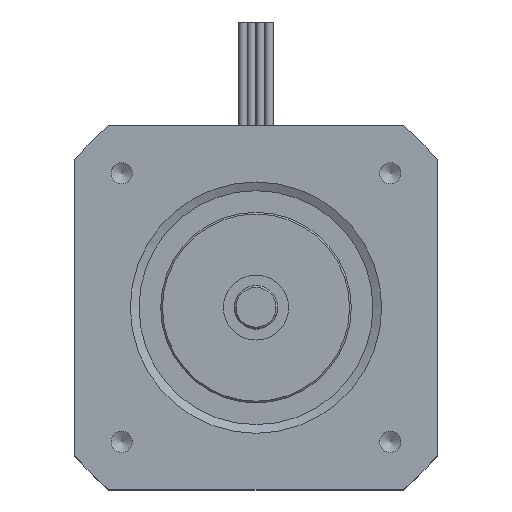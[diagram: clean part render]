
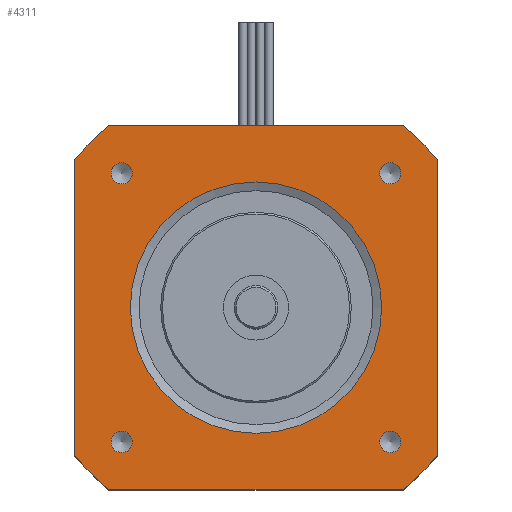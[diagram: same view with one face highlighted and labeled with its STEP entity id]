
A CAD part, top view. The second image highlights one B-rep face of the part: STEP entity #4311.
In plain terms, the highlighted planar face has unit normal (0, 0, 1).
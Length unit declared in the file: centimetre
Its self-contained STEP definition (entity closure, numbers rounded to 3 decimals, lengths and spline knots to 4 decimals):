
#253=FACE_BOUND('',#867,.T.);
#254=FACE_BOUND('',#868,.T.);
#255=FACE_BOUND('',#869,.T.);
#256=FACE_BOUND('',#870,.T.);
#257=FACE_BOUND('',#871,.T.);
#343=CIRCLE('',#4597,1.45);
#344=CIRCLE('',#4599,2.7);
#345=CIRCLE('',#4600,2.7);
#346=CIRCLE('',#4601,2.7);
#347=CIRCLE('',#4602,2.7);
#348=CIRCLE('',#4603,0.123);
#349=CIRCLE('',#4604,0.123);
#350=CIRCLE('',#4605,0.123);
#351=CIRCLE('',#4606,0.123);
#595=FACE_OUTER_BOUND('',#866,.T.);
#866=EDGE_LOOP('',(#2762,#2763,#2764,#2765,#2766,#2767,#2768,#2769));
#867=EDGE_LOOP('',(#2770));
#868=EDGE_LOOP('',(#2771));
#869=EDGE_LOOP('',(#2772));
#870=EDGE_LOOP('',(#2773));
#871=EDGE_LOOP('',(#2774));
#1229=LINE('',#6472,#1477);
#1239=LINE('',#6500,#1487);
#1241=LINE('',#6511,#1489);
#1242=LINE('',#6515,#1490);
#1477=VECTOR('',#5148,3.3941);
#1487=VECTOR('',#5176,3.3941);
#1489=VECTOR('',#5188,3.3941);
#1490=VECTOR('',#5191,3.3941);
#1721=VERTEX_POINT('',#6469);
#1722=VERTEX_POINT('',#6471);
#1730=VERTEX_POINT('',#6497);
#1731=VERTEX_POINT('',#6499);
#1733=VERTEX_POINT('',#6505);
#1734=VERTEX_POINT('',#6508);
#1735=VERTEX_POINT('',#6510);
#1736=VERTEX_POINT('',#6512);
#1737=VERTEX_POINT('',#6514);
#1738=VERTEX_POINT('',#6518);
#1739=VERTEX_POINT('',#6520);
#1740=VERTEX_POINT('',#6522);
#1741=VERTEX_POINT('',#6524);
#2136=EDGE_CURVE('',#1721,#1722,#1229,.T.);
#2150=EDGE_CURVE('',#1730,#1731,#1239,.T.);
#2153=EDGE_CURVE('',#1733,#1733,#343,.T.);
#2154=EDGE_CURVE('',#1734,#1730,#344,.T.);
#2155=EDGE_CURVE('',#1735,#1734,#1241,.T.);
#2156=EDGE_CURVE('',#1736,#1735,#345,.T.);
#2157=EDGE_CURVE('',#1737,#1736,#1242,.T.);
#2158=EDGE_CURVE('',#1722,#1737,#346,.T.);
#2159=EDGE_CURVE('',#1731,#1721,#347,.T.);
#2160=EDGE_CURVE('',#1738,#1738,#348,.T.);
#2161=EDGE_CURVE('',#1739,#1739,#349,.T.);
#2162=EDGE_CURVE('',#1740,#1740,#350,.T.);
#2163=EDGE_CURVE('',#1741,#1741,#351,.T.);
#2762=ORIENTED_EDGE('',*,*,#2150,.F.);
#2763=ORIENTED_EDGE('',*,*,#2154,.F.);
#2764=ORIENTED_EDGE('',*,*,#2155,.F.);
#2765=ORIENTED_EDGE('',*,*,#2156,.F.);
#2766=ORIENTED_EDGE('',*,*,#2157,.F.);
#2767=ORIENTED_EDGE('',*,*,#2158,.F.);
#2768=ORIENTED_EDGE('',*,*,#2136,.F.);
#2769=ORIENTED_EDGE('',*,*,#2159,.F.);
#2770=ORIENTED_EDGE('',*,*,#2160,.T.);
#2771=ORIENTED_EDGE('',*,*,#2161,.T.);
#2772=ORIENTED_EDGE('',*,*,#2162,.T.);
#2773=ORIENTED_EDGE('',*,*,#2163,.T.);
#2774=ORIENTED_EDGE('',*,*,#2153,.F.);
#3894=PLANE('',#4598);
#4311=ADVANCED_FACE('',(#595,#253,#254,#255,#256,#257),#3894,.T.);
#4597=AXIS2_PLACEMENT_3D('',#6506,#5182,#5183);
#4598=AXIS2_PLACEMENT_3D('',#6507,#5184,#5185);
#4599=AXIS2_PLACEMENT_3D('',#6509,#5186,#5187);
#4600=AXIS2_PLACEMENT_3D('',#6513,#5189,#5190);
#4601=AXIS2_PLACEMENT_3D('',#6516,#5192,#5193);
#4602=AXIS2_PLACEMENT_3D('',#6517,#5194,#5195);
#4603=AXIS2_PLACEMENT_3D('',#6519,#5196,#5197);
#4604=AXIS2_PLACEMENT_3D('',#6521,#5198,#5199);
#4605=AXIS2_PLACEMENT_3D('',#6523,#5200,#5201);
#4606=AXIS2_PLACEMENT_3D('',#6525,#5202,#5203);
#5148=DIRECTION('',(0.,-1.,0.));
#5176=DIRECTION('',(1.,0.,0.));
#5182=DIRECTION('center_axis',(0.,0.,
1.));
#5183=DIRECTION('ref_axis',(-1.,0.,0.));
#5184=DIRECTION('center_axis',(0.,0.,
1.));
#5185=DIRECTION('ref_axis',(1.,0.,0.));
#5186=DIRECTION('center_axis',(0.,0.,
-1.));
#5187=DIRECTION('ref_axis',(-0.629,0.778,0.));
#5188=DIRECTION('',(0.,1.,0.));
#5189=DIRECTION('center_axis',(0.,0.,
-1.));
#5190=DIRECTION('ref_axis',(-0.778,-0.629,0.));
#5191=DIRECTION('',(-1.,0.,0.));
#5192=DIRECTION('center_axis',(0.,0.,
-1.));
#5193=DIRECTION('ref_axis',(0.629,-0.778,0.));
#5194=DIRECTION('center_axis',(0.,0.,
-1.));
#5195=DIRECTION('ref_axis',(0.778,0.629,0.));
#5196=DIRECTION('center_axis',(0.,0.,
-1.));
#5197=DIRECTION('ref_axis',(1.,0.,0.));
#5198=DIRECTION('center_axis',(0.,0.,
-1.));
#5199=DIRECTION('ref_axis',(1.,0.,0.));
#5200=DIRECTION('center_axis',(0.,0.,
-1.));
#5201=DIRECTION('ref_axis',(1.,0.,0.));
#5202=DIRECTION('center_axis',(0.,0.,
-1.));
#5203=DIRECTION('ref_axis',(1.,0.,0.));
#6469=CARTESIAN_POINT('',(2.1,1.6971,0.125));
#6471=CARTESIAN_POINT('',(2.1,-1.6971,0.125));
#6472=CARTESIAN_POINT('',(2.1,1.6971,0.125));
#6497=CARTESIAN_POINT('',(-1.6971,2.1,0.125));
#6499=CARTESIAN_POINT('',(1.6971,2.1,0.125));
#6500=CARTESIAN_POINT('',(-1.6971,2.1,0.125));
#6505=CARTESIAN_POINT('',(1.45,0.,0.125));
#6506=CARTESIAN_POINT('Origin',(0.,0.,0.125));
#6507=CARTESIAN_POINT('Origin',(0.,0.,0.125));
#6508=CARTESIAN_POINT('',(-2.1,1.6971,0.125));
#6509=CARTESIAN_POINT('Origin',(0.,0.,0.125));
#6510=CARTESIAN_POINT('',(-2.1,-1.6971,0.125));
#6511=CARTESIAN_POINT('',(-2.1,-1.6971,0.125));
#6512=CARTESIAN_POINT('',(-1.6971,-2.1,0.125));
#6513=CARTESIAN_POINT('Origin',(0.,0.,0.125));
#6514=CARTESIAN_POINT('',(1.6971,-2.1,0.125));
#6515=CARTESIAN_POINT('',(1.6971,-2.1,0.125));
#6516=CARTESIAN_POINT('Origin',(0.,0.,0.125));
#6517=CARTESIAN_POINT('Origin',(0.,0.,0.125));
#6518=CARTESIAN_POINT('',(1.4271,1.55,0.125));
#6519=CARTESIAN_POINT('Origin',(1.55,1.55,0.125));
#6520=CARTESIAN_POINT('',(-1.673,1.55,0.125));
#6521=CARTESIAN_POINT('Origin',(-1.55,1.55,0.125));
#6522=CARTESIAN_POINT('',(1.4271,-1.55,0.125));
#6523=CARTESIAN_POINT('Origin',(1.55,-1.55,0.125));
#6524=CARTESIAN_POINT('',(-1.673,-1.55,0.125));
#6525=CARTESIAN_POINT('Origin',(-1.55,-1.55,0.125));
